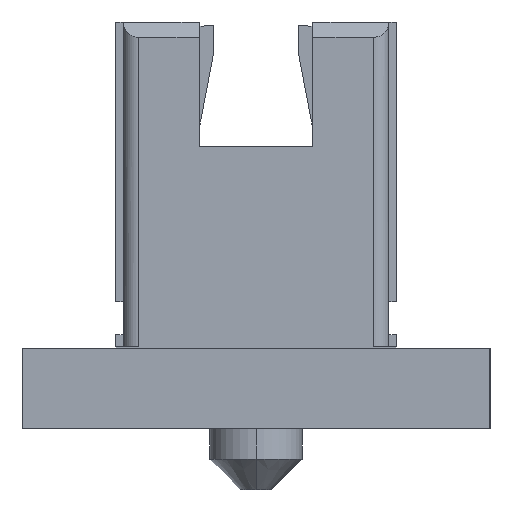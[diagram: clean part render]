
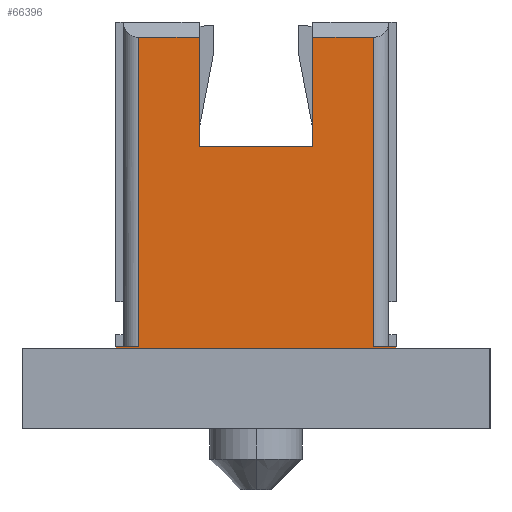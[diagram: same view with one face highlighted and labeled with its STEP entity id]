
A CAD part, left-side view. The second image highlights one B-rep face of the part: STEP entity #66396.
In plain terms, the highlighted planar face has unit normal (-1, 0, 0).
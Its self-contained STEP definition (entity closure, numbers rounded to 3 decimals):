
#290 = DIRECTION ( 'NONE',  ( 0., 0., -1. ) ) ;
#868 = CARTESIAN_POINT ( 'NONE',  ( -17.11, 1.83, 1.069 ) ) ;
#1323 = ORIENTED_EDGE ( 'NONE', *, *, #37871, .F. ) ;
#2162 = CARTESIAN_POINT ( 'NONE',  ( -17.11, -1.53, 5.1 ) ) ;
#2589 = LINE ( 'NONE', #35907, #9125 ) ;
#3963 = DIRECTION ( 'NONE',  ( 0., 0., -1. ) ) ;
#4757 = EDGE_CURVE ( 'NONE', #16429, #6662, #42791, .T. ) ;
#5893 = CARTESIAN_POINT ( 'NONE',  ( -17.11, 1.73, 1.069 ) ) ;
#6051 = LINE ( 'NONE', #43933, #20814 ) ;
#6134 = LINE ( 'NONE', #27488, #7584 ) ;
#6467 = CARTESIAN_POINT ( 'NONE',  ( -17.11, 3.05, 5.3 ) ) ;
#6662 = VERTEX_POINT ( 'NONE', #48152 ) ;
#6752 = EDGE_CURVE ( 'NONE', #16429, #62127, #2589, .T. ) ;
#7177 = CARTESIAN_POINT ( 'NONE',  ( -17.11, -1.73, 1.069 ) ) ;
#7584 = VECTOR ( 'NONE', #21935, 1000. ) ;
#8459 = CARTESIAN_POINT ( 'NONE',  ( -17.11, 1.83, 1.05 ) ) ;
#8685 = ORIENTED_EDGE ( 'NONE', *, *, #67776, .T. ) ;
#9125 = VECTOR ( 'NONE', #49841, 1000. ) ;
#9433 = ORIENTED_EDGE ( 'NONE', *, *, #4757, .T. ) ;
#9734 = LINE ( 'NONE', #51499, #32650 ) ;
#10475 = VERTEX_POINT ( 'NONE', #37868 ) ;
#10525 = EDGE_CURVE ( 'NONE', #10475, #24760, #54435, .T. ) ;
#10792 = VECTOR ( 'NONE', #33988, 1000. ) ;
#12882 = CARTESIAN_POINT ( 'NONE',  ( -17.11, -1.83, 1.05 ) ) ;
#13818 = ORIENTED_EDGE ( 'NONE', *, *, #27364, .T. ) ;
#13911 = DIRECTION ( 'NONE',  ( 0., 0., 1. ) ) ;
#14469 = ORIENTED_EDGE ( 'NONE', *, *, #59837, .F. ) ;
#14522 = VECTOR ( 'NONE', #26922, 1000. ) ;
#16429 = VERTEX_POINT ( 'NONE', #33606 ) ;
#16679 = ORIENTED_EDGE ( 'NONE', *, *, #29325, .F. ) ;
#16766 = PLANE ( 'NONE',  #22391 ) ;
#17031 = CARTESIAN_POINT ( 'NONE',  ( -17.11, -0.74, 5.1 ) ) ;
#18517 = CARTESIAN_POINT ( 'NONE',  ( -17.11, 3.05, 1.05 ) ) ;
#20043 = CARTESIAN_POINT ( 'NONE',  ( -17.11, 1.83, 1.05 ) ) ;
#20814 = VECTOR ( 'NONE', #59494, 1000. ) ;
#21935 = DIRECTION ( 'NONE',  ( 0., 1., 0. ) ) ;
#22185 = VERTEX_POINT ( 'NONE', #17031 ) ;
#22350 = LINE ( 'NONE', #55497, #35372 ) ;
#22391 = AXIS2_PLACEMENT_3D ( 'NONE', #6467, #32271, #290 ) ;
#22679 = VECTOR ( 'NONE', #26939, 1000. ) ;
#23669 = LINE ( 'NONE', #18517, #59366 ) ;
#24413 = EDGE_LOOP ( 'NONE', ( #29566, #31541, #29818, #25182, #16679, #27704, #9433, #30276, #8685, #1323, #13818, #14469 ) ) ;
#24760 = VERTEX_POINT ( 'NONE', #31664 ) ;
#25182 = ORIENTED_EDGE ( 'NONE', *, *, #65329, .F. ) ;
#26271 = CARTESIAN_POINT ( 'NONE',  ( -17.11, 0.74, 3.682 ) ) ;
#26922 = DIRECTION ( 'NONE',  ( 0., -1., 0. ) ) ;
#26939 = DIRECTION ( 'NONE',  ( 0., 1., 0. ) ) ;
#27364 = EDGE_CURVE ( 'NONE', #40575, #60761, #23669, .T. ) ;
#27488 = CARTESIAN_POINT ( 'NONE',  ( -17.11, -0.74, 5.1 ) ) ;
#27704 = ORIENTED_EDGE ( 'NONE', *, *, #6752, .F. ) ;
#29325 = EDGE_CURVE ( 'NONE', #62127, #47387, #32030, .T. ) ;
#29566 = ORIENTED_EDGE ( 'NONE', *, *, #10525, .F. ) ;
#29818 = ORIENTED_EDGE ( 'NONE', *, *, #51190, .T. ) ;
#30092 = LINE ( 'NONE', #51208, #56123 ) ;
#30276 = ORIENTED_EDGE ( 'NONE', *, *, #51434, .T. ) ;
#31541 = ORIENTED_EDGE ( 'NONE', *, *, #57531, .T. ) ;
#31664 = CARTESIAN_POINT ( 'NONE',  ( -17.11, -1.83, 1.069 ) ) ;
#32030 = LINE ( 'NONE', #36198, #14522 ) ;
#32271 = DIRECTION ( 'NONE',  ( 1., 0., 0. ) ) ;
#32650 = VECTOR ( 'NONE', #36986, 1000. ) ;
#33606 = CARTESIAN_POINT ( 'NONE',  ( -17.11, 0.74, 5.1 ) ) ;
#33988 = DIRECTION ( 'NONE',  ( 0., -1., 0. ) ) ;
#35372 = VECTOR ( 'NONE', #44760, 1000. ) ;
#35907 = CARTESIAN_POINT ( 'NONE',  ( -17.11, 0.74, 5.3 ) ) ;
#36198 = CARTESIAN_POINT ( 'NONE',  ( -17.11, 0.74, 3.682 ) ) ;
#36986 = DIRECTION ( 'NONE',  ( 0., 0., 1. ) ) ;
#37820 = CARTESIAN_POINT ( 'NONE',  ( -17.11, -0.74, 3.682 ) ) ;
#37868 = CARTESIAN_POINT ( 'NONE',  ( -17.11, -1.53, 1.069 ) ) ;
#37871 = EDGE_CURVE ( 'NONE', #40575, #42741, #66731, .T. ) ;
#40229 = VECTOR ( 'NONE', #54166, 1000. ) ;
#40575 = VERTEX_POINT ( 'NONE', #20043 ) ;
#41739 = VERTEX_POINT ( 'NONE', #61505 ) ;
#42741 = VERTEX_POINT ( 'NONE', #868 ) ;
#42791 = LINE ( 'NONE', #47970, #22679 ) ;
#43933 = CARTESIAN_POINT ( 'NONE',  ( -17.11, 1.53, 5.3 ) ) ;
#44760 = DIRECTION ( 'NONE',  ( 0., 0., 1. ) ) ;
#45088 = DIRECTION ( 'NONE',  ( 0., -1., 0. ) ) ;
#47387 = VERTEX_POINT ( 'NONE', #37820 ) ;
#47970 = CARTESIAN_POINT ( 'NONE',  ( -17.11, 1.83, 5.1 ) ) ;
#48152 = CARTESIAN_POINT ( 'NONE',  ( -17.11, 1.53, 5.1 ) ) ;
#49841 = DIRECTION ( 'NONE',  ( 0., 0., -1. ) ) ;
#51190 = EDGE_CURVE ( 'NONE', #60066, #22185, #6134, .T. ) ;
#51208 = CARTESIAN_POINT ( 'NONE',  ( -17.11, -1.83, 1.05 ) ) ;
#51434 = EDGE_CURVE ( 'NONE', #6662, #41739, #6051, .T. ) ;
#51499 = CARTESIAN_POINT ( 'NONE',  ( -17.11, -1.53, 5.3 ) ) ;
#53729 = FACE_OUTER_BOUND ( 'NONE', #24413, .T. ) ;
#53827 = LINE ( 'NONE', #5893, #40229 ) ;
#54166 = DIRECTION ( 'NONE',  ( 0., 1., 0. ) ) ;
#54435 = LINE ( 'NONE', #7177, #10792 ) ;
#55497 = CARTESIAN_POINT ( 'NONE',  ( -17.11, -0.74, 5.3 ) ) ;
#56123 = VECTOR ( 'NONE', #3963, 1000. ) ;
#57531 = EDGE_CURVE ( 'NONE', #10475, #60066, #9734, .T. ) ;
#59366 = VECTOR ( 'NONE', #45088, 1000. ) ;
#59494 = DIRECTION ( 'NONE',  ( 0., 0., -1. ) ) ;
#59837 = EDGE_CURVE ( 'NONE', #24760, #60761, #30092, .T. ) ;
#60066 = VERTEX_POINT ( 'NONE', #2162 ) ;
#60761 = VERTEX_POINT ( 'NONE', #12882 ) ;
#61505 = CARTESIAN_POINT ( 'NONE',  ( -17.11, 1.53, 1.069 ) ) ;
#62127 = VERTEX_POINT ( 'NONE', #26271 ) ;
#65329 = EDGE_CURVE ( 'NONE', #47387, #22185, #22350, .T. ) ;
#66396 = ADVANCED_FACE ( 'NONE', ( #53729 ), #16766, .F. ) ;
#66731 = LINE ( 'NONE', #8459, #66900 ) ;
#66900 = VECTOR ( 'NONE', #13911, 1000. ) ;
#67776 = EDGE_CURVE ( 'NONE', #41739, #42741, #53827, .T. ) ;
